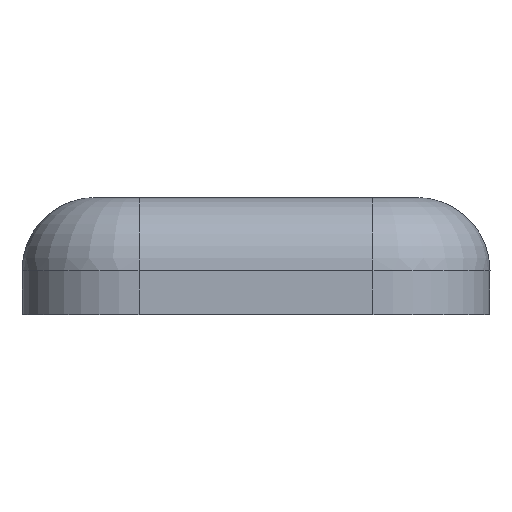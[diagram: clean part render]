
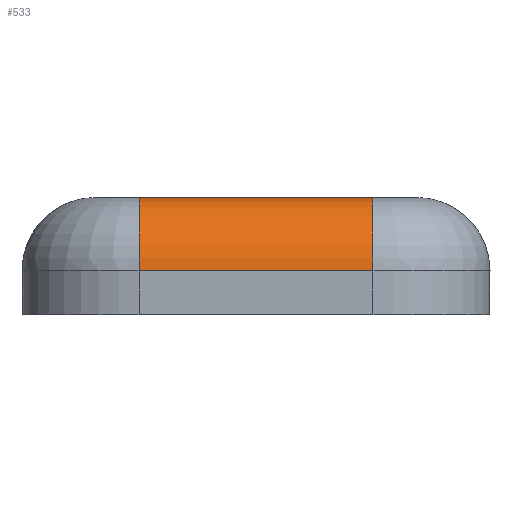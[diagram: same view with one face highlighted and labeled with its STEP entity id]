
A CAD part, left-side view. The second image highlights one B-rep face of the part: STEP entity #533.
In plain terms, the highlighted cylindrical face has radius 2.5 mm (diameter 5 mm), a partial arc.
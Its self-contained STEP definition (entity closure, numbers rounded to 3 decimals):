
#11 = AXIS2_PLACEMENT_3D ( 'NONE', #15, #327, #635 ) ;
#15 = CARTESIAN_POINT ( 'NONE',  ( -17.5, -10., 1.5 ) ) ;
#20 = CIRCLE ( 'NONE', #513, 2.5 ) ;
#22 = CARTESIAN_POINT ( 'NONE',  ( -17.5, 4., 1.5 ) ) ;
#66 = ORIENTED_EDGE ( 'NONE', *, *, #633, .T. ) ;
#86 = EDGE_CURVE ( 'NONE', #154, #101, #162, .T. ) ;
#101 = VERTEX_POINT ( 'NONE', #800 ) ;
#142 = VECTOR ( 'NONE', #754, 1000. ) ;
#154 = VERTEX_POINT ( 'NONE', #745 ) ;
#162 = CIRCLE ( 'NONE', #495, 2.5 ) ;
#206 = CARTESIAN_POINT ( 'NONE',  ( -17.5, -10., 4. ) ) ;
#279 = EDGE_LOOP ( 'NONE', ( #66, #417, #362, #619 ) ) ;
#280 = DIRECTION ( 'NONE',  ( 0., 1., 0. ) ) ;
#296 = DIRECTION ( 'NONE',  ( 0., -1., 0. ) ) ;
#302 = EDGE_CURVE ( 'NONE', #154, #459, #437, .T. ) ;
#313 = FACE_OUTER_BOUND ( 'NONE', #279, .T. ) ;
#327 = DIRECTION ( 'NONE',  ( 0., 1., 0. ) ) ;
#360 = CYLINDRICAL_SURFACE ( 'NONE', #11, 2.5 ) ;
#362 = ORIENTED_EDGE ( 'NONE', *, *, #86, .F. ) ;
#415 = VECTOR ( 'NONE', #280, 1000. ) ;
#417 = ORIENTED_EDGE ( 'NONE', *, *, #440, .F. ) ;
#437 = LINE ( 'NONE', #206, #415 ) ;
#440 = EDGE_CURVE ( 'NONE', #101, #626, #742, .T. ) ;
#457 = DIRECTION ( 'NONE',  ( 0., -1., 0. ) ) ;
#459 = VERTEX_POINT ( 'NONE', #506 ) ;
#495 = AXIS2_PLACEMENT_3D ( 'NONE', #672, #296, #609 ) ;
#506 = CARTESIAN_POINT ( 'NONE',  ( -17.5, 4., 4. ) ) ;
#513 = AXIS2_PLACEMENT_3D ( 'NONE', #22, #457, #524 ) ;
#524 = DIRECTION ( 'NONE',  ( 0., 0., 1. ) ) ;
#533 = ADVANCED_FACE ( 'NONE', ( #313 ), #360, .T. ) ;
#609 = DIRECTION ( 'NONE',  ( 0., 0., -1. ) ) ;
#619 = ORIENTED_EDGE ( 'NONE', *, *, #302, .T. ) ;
#626 = VERTEX_POINT ( 'NONE', #642 ) ;
#633 = EDGE_CURVE ( 'NONE', #459, #626, #20, .T. ) ;
#635 = DIRECTION ( 'NONE',  ( 0., 0., 1. ) ) ;
#642 = CARTESIAN_POINT ( 'NONE',  ( -20., 4., 1.5 ) ) ;
#672 = CARTESIAN_POINT ( 'NONE',  ( -17.5, -4., 1.5 ) ) ;
#687 = CARTESIAN_POINT ( 'NONE',  ( -20., -20., 1.5 ) ) ;
#742 = LINE ( 'NONE', #687, #142 ) ;
#745 = CARTESIAN_POINT ( 'NONE',  ( -17.5, -4., 4. ) ) ;
#754 = DIRECTION ( 'NONE',  ( 0., 1., 0. ) ) ;
#800 = CARTESIAN_POINT ( 'NONE',  ( -20., -4., 1.5 ) ) ;
